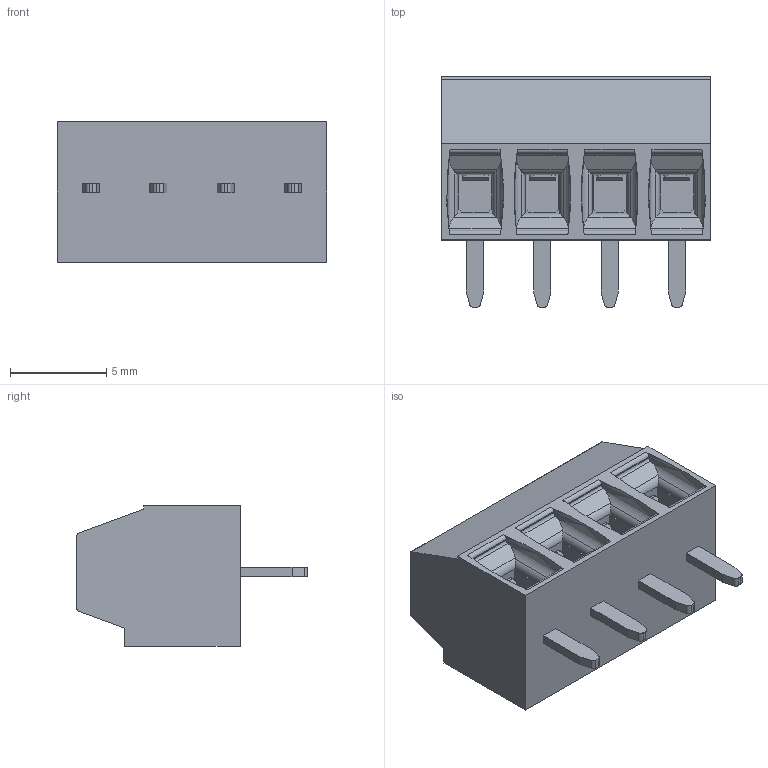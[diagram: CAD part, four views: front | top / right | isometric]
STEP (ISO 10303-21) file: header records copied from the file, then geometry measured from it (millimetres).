
FILE_DESCRIPTION((''),'2;1');
FILE_NAME('C-1546551-4','2009-10-09T',('workeradm'),(''),'PRO/ENGINEER BY PARAMETRIC TECHNOLOGY CORPORATION, 2008380','PRO/ENGINEER BY PARAMETRIC TECHNOLOGY CORPORATION, 2008380','');
FILE_SCHEMA(('AUTOMOTIVE_DESIGN { 1 0 10303 214 1 1 1 1 }'));
Length unit declared in the file: millimetre
Products named in the file (1): C-1546551-4
Bounding box: 14 x 12 x 7.3 mm (x, y, z)
Volume: 641.8 mm3; surface area: 903.4 mm2
Topology: 1 solids, 1 shells, 266 faces, 736 edges, 488 vertices
Faces by surface type: plane 176, cylinder 82, torus 8
Entity records: 11348 total; most frequent: CARTESIAN_POINT 2466, ORIENTED_EDGE 1472, DIRECTION 1224, PRESENTATION_STYLE_ASSIGNMENT 737, STYLED_ITEM 737, CURVE_STYLE 736, EDGE_CURVE 736, VECTOR 508
